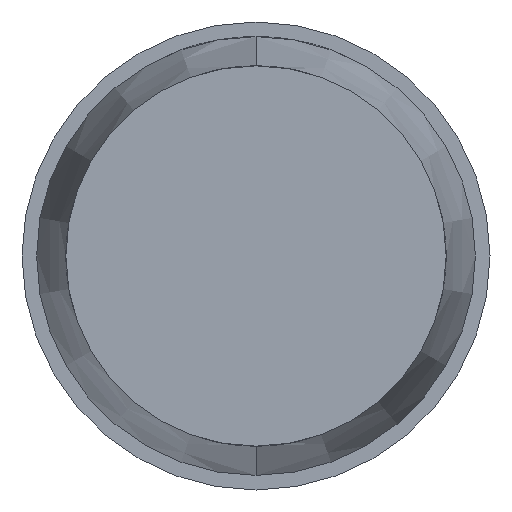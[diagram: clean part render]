
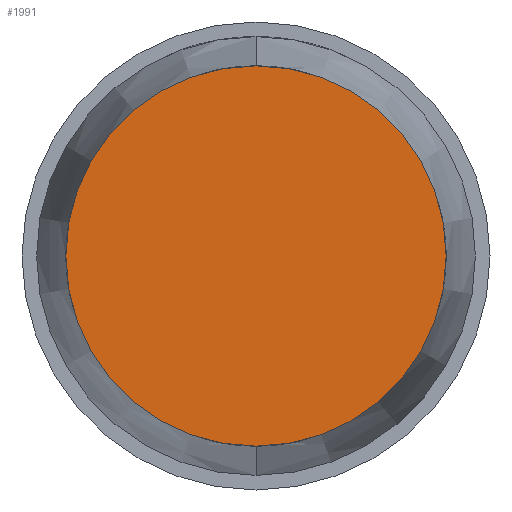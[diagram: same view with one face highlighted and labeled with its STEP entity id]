
A CAD part, front view. The second image highlights one B-rep face of the part: STEP entity #1991.
In plain terms, the highlighted planar face has unit normal (0, -1, 0).
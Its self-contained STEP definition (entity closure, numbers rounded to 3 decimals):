
#13 = EDGE_LOOP ( 'NONE', ( #4034, #1274 ) ) ;
#172 = DIRECTION ( 'NONE',  ( 0., 0., 1. ) ) ;
#183 = CARTESIAN_POINT ( 'NONE',  ( 0., -27.5, 1.3 ) ) ;
#304 = VERTEX_POINT ( 'NONE', #3029 ) ;
#593 = DIRECTION ( 'NONE',  ( 0., 0., 1. ) ) ;
#724 = CIRCLE ( 'NONE', #2966, 1.3 ) ;
#861 = DIRECTION ( 'NONE',  ( 0., 1., 0. ) ) ;
#1070 = CARTESIAN_POINT ( 'NONE',  ( 0., -27.5, 0. ) ) ;
#1115 = DIRECTION ( 'NONE',  ( 0., 0., 1. ) ) ;
#1274 = ORIENTED_EDGE ( 'NONE', *, *, #2616, .F. ) ;
#1409 = AXIS2_PLACEMENT_3D ( 'NONE', #1965, #861, #172 ) ;
#1760 = EDGE_CURVE ( 'Defeature ausgef�hrt1_5+Defeature ausgef�hrt1_6+Defeature ausgef�hrt1_6+Defeature ausgef�hrt1_6', #3857, #304, #2322, .T. ) ;
#1965 = CARTESIAN_POINT ( 'NONE',  ( 1.3, -27.5, 0. ) ) ;
#1991 = ADVANCED_FACE ( 'Defeature ausgef�hrt1_6', ( #2723 ), #3469, .F. ) ;
#2112 = CARTESIAN_POINT ( 'NONE',  ( 0., -27.5, 0. ) ) ;
#2322 = CIRCLE ( 'NONE', #4147, 1.3 ) ;
#2616 = EDGE_CURVE ( 'Defeature ausgef�hrt1_5+Defeature ausgef�hrt1_6+Defeature ausgef�hrt1_6+Defeature ausgef�hrt1_6', #304, #3857, #724, .T. ) ;
#2723 = FACE_OUTER_BOUND ( 'NONE', #13, .T. ) ;
#2966 = AXIS2_PLACEMENT_3D ( 'NONE', #2112, #3220, #593 ) ;
#3029 = CARTESIAN_POINT ( 'NONE',  ( 0., -27.5, -1.3 ) ) ;
#3220 = DIRECTION ( 'NONE',  ( 0., 1., 0. ) ) ;
#3469 = PLANE ( 'NONE',  #1409 ) ;
#3857 = VERTEX_POINT ( 'NONE', #183 ) ;
#4034 = ORIENTED_EDGE ( 'NONE', *, *, #1760, .F. ) ;
#4147 = AXIS2_PLACEMENT_3D ( 'NONE', #1070, #4762, #1115 ) ;
#4762 = DIRECTION ( 'NONE',  ( 0., 1., 0. ) ) ;
